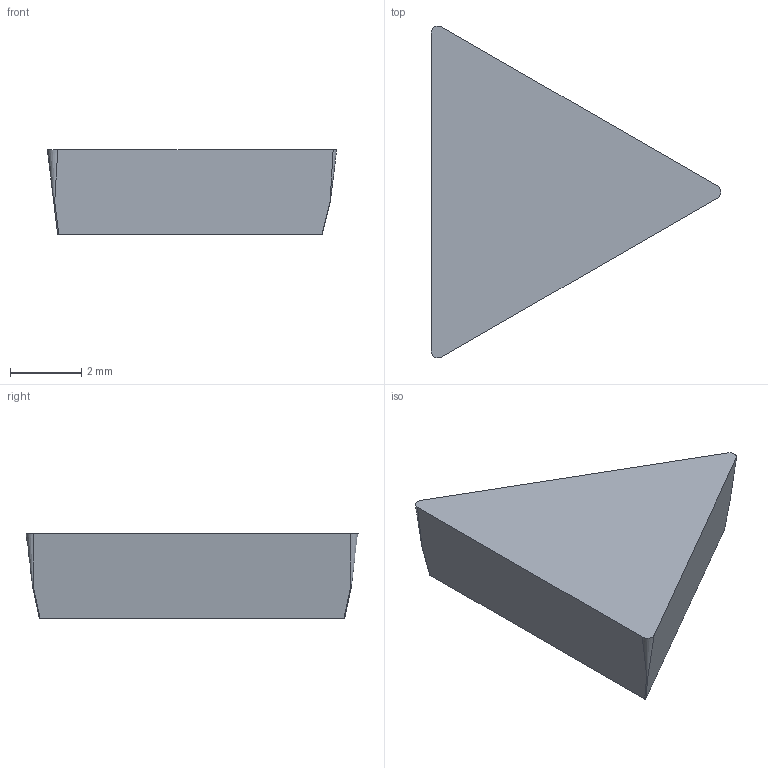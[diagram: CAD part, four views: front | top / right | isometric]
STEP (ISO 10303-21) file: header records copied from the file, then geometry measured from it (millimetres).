
FILE_DESCRIPTION(/* description */ (''),/* implementation_level */ '2;1');
FILE_NAME(/* name */ 'aaa339365_a.stp',/* time_stamp */ '2019-09-25T13:24:02+02:00',/* author */ (''),/* organization */ ('SMS'),/* preprocessor_version */ 'ST-DEVELOPER v16.7',/* originating_system */ 'SIEMENS PLM Software NX 12.0',/* authorisation */ '');
FILE_SCHEMA (('AUTOMOTIVE_DESIGN { 1 0 10303 214 3 1 1 1 }'));
Length unit declared in the file: millimetre
Products named in the file (1): AAA339365_A
Bounding box: 8.14 x 9.33 x 2.38 mm (x, y, z)
Volume: 85.7 mm3; surface area: 137 mm2
Topology: 1 solids, 1 shells, 11 faces, 28 edges, 21 vertices
Faces by surface type: plane 5, cone 3, cylinder 3
Entity records: 498 total; most frequent: CARTESIAN_POINT 176, DIRECTION 58, ORIENTED_EDGE 54, EDGE_CURVE 27, AXIS2_PLACEMENT_3D 20, VERTEX_POINT 18, LINE 18, VECTOR 18
